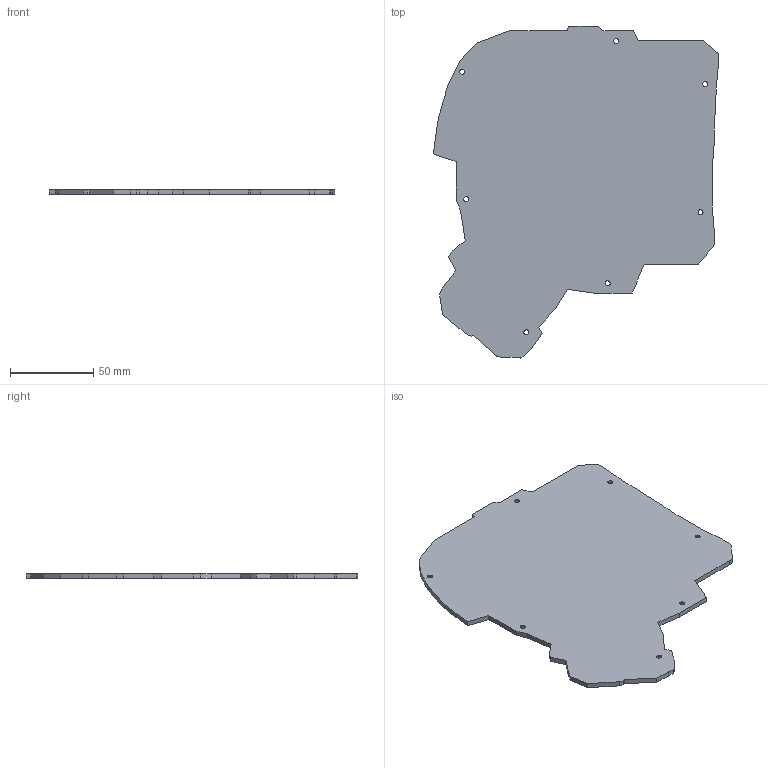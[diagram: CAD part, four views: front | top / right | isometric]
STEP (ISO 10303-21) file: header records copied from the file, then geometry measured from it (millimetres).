
FILE_DESCRIPTION(('Open CASCADE Model'),'2;1');
FILE_NAME('Open CASCADE Shape Model','2025-03-27T18:23:03',('Author'),( 'Open CASCADE'),'Open CASCADE STEP processor 7.7','Open CASCADE 7.7' ,'Unknown');
FILE_SCHEMA(('AUTOMOTIVE_DESIGN { 1 0 10303 214 1 1 1 1 }'));
Length unit declared in the file: millimetre
Products named in the file (1): Open CASCADE STEP translator 7.7 290
Bounding box: 171.85 x 199.95 x 3 mm (x, y, z)
Volume: 76719.2 mm3; surface area: 53424.6 mm2
Topology: 1 solids, 1 shells, 76 faces, 215 edges, 141 vertices
Faces by surface type: plane 62, cone 7, cylinder 7
Full cylindrical faces by diameter (mm): 3 x7
Entity records: 5257 total; most frequent: CARTESIAN_POINT 863, DIRECTION 820, LINE 610, VECTOR 610, ORIENTED_EDGE 430, PCURVE 430, DEFINITIONAL_REPRESENTATION 430, EDGE_CURVE 215
